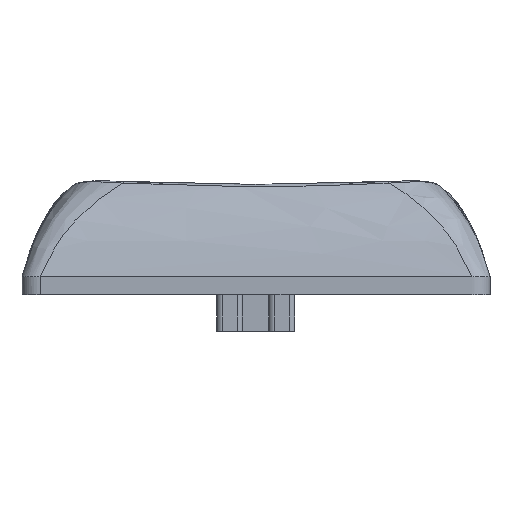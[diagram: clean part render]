
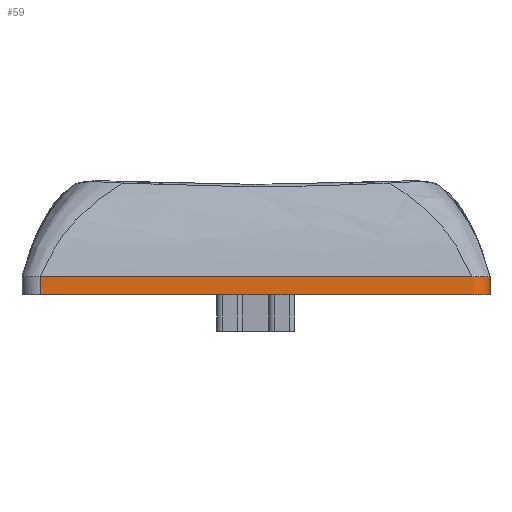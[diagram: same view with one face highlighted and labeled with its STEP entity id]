
A CAD part, left-side view. The second image highlights one B-rep face of the part: STEP entity #59.
In plain terms, the highlighted free-form (B-spline) face has degree [1, 2] with [2, 9] control points.
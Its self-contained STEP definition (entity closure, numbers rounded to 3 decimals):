
#59=ADVANCED_FACE('',(#143),#1322,.T.);
#143=FACE_OUTER_BOUND('',#229,.T.);
#229=EDGE_LOOP('',(#498,#499,#500,#501,#502,#503,#504));
#498=ORIENTED_EDGE('',*,*,#936,.T.);
#499=ORIENTED_EDGE('',*,*,#877,.T.);
#500=ORIENTED_EDGE('',*,*,#878,.T.);
#501=ORIENTED_EDGE('',*,*,#879,.T.);
#502=ORIENTED_EDGE('',*,*,#880,.T.);
#503=ORIENTED_EDGE('',*,*,#846,.F.);
#504=ORIENTED_EDGE('',*,*,#937,.F.);
#846=EDGE_CURVE('',#1242,#1243,#1106,.T.);
#877=EDGE_CURVE('',#1264,#1265,#1137,.T.);
#878=EDGE_CURVE('',#1265,#1266,#1138,.T.);
#879=EDGE_CURVE('',#1266,#1267,#1139,.T.);
#880=EDGE_CURVE('',#1267,#1243,#1140,.T.);
#936=EDGE_CURVE('',#1304,#1264,#1158,.T.);
#937=EDGE_CURVE('',#1304,#1242,#1159,.T.);
#1106=(
BOUNDED_CURVE()
B_SPLINE_CURVE(1,(#5132,#5133),.UNSPECIFIED.,.F.,.F.)
B_SPLINE_CURVE_WITH_KNOTS((2,2),(0.,0.7),.UNSPECIFIED.)
CURVE()
GEOMETRIC_REPRESENTATION_ITEM()
RATIONAL_B_SPLINE_CURVE((1.,1.))
REPRESENTATION_ITEM('')
);
#1137=(
BOUNDED_CURVE()
B_SPLINE_CURVE(2,(#5363,#5364,#5365),.UNSPECIFIED.,.F.,.F.)
B_SPLINE_CURVE_WITH_KNOTS((3,3),(49.649,50.749),
 .UNSPECIFIED.)
CURVE()
GEOMETRIC_REPRESENTATION_ITEM()
RATIONAL_B_SPLINE_CURVE((1.,0.707,1.))
REPRESENTATION_ITEM('')
);
#1138=(
BOUNDED_CURVE()
B_SPLINE_CURVE(2,(#5366,#5367,#5368),.UNSPECIFIED.,.F.,.F.)
B_SPLINE_CURVE_WITH_KNOTS((3,3),(50.749,81.599),
 .UNSPECIFIED.)
CURVE()
GEOMETRIC_REPRESENTATION_ITEM()
RATIONAL_B_SPLINE_CURVE((1.,1.,1.))
REPRESENTATION_ITEM('')
);
#1139=(
BOUNDED_CURVE()
B_SPLINE_CURVE(2,(#5369,#5370,#5371),.UNSPECIFIED.,.F.,.F.)
B_SPLINE_CURVE_WITH_KNOTS((3,3),(81.599,82.698),
 .UNSPECIFIED.)
CURVE()
GEOMETRIC_REPRESENTATION_ITEM()
RATIONAL_B_SPLINE_CURVE((1.,0.707,1.))
REPRESENTATION_ITEM('')
);
#1140=(
BOUNDED_CURVE()
B_SPLINE_CURVE(2,(#5372,#5373,#5374),.UNSPECIFIED.,.F.,.F.)
B_SPLINE_CURVE_WITH_KNOTS((3,3),(82.698,99.298),
 .UNSPECIFIED.)
CURVE()
GEOMETRIC_REPRESENTATION_ITEM()
RATIONAL_B_SPLINE_CURVE((1.,1.,1.))
REPRESENTATION_ITEM('')
);
#1158=(
BOUNDED_CURVE()
B_SPLINE_CURVE(1,(#5956,#5957),.UNSPECIFIED.,.F.,.F.)
B_SPLINE_CURVE_WITH_KNOTS((2,2),(0.,0.7),.UNSPECIFIED.)
CURVE()
GEOMETRIC_REPRESENTATION_ITEM()
RATIONAL_B_SPLINE_CURVE((1.,1.))
REPRESENTATION_ITEM('')
);
#1159=(
BOUNDED_CURVE()
B_SPLINE_CURVE(2,(#5958,#5959,#5960,#5961,#5962,#5963,#5964,#5965,#5966),
 .UNSPECIFIED.,.F.,.F.)
B_SPLINE_CURVE_WITH_KNOTS((3,2,2,2,3),(49.649,50.749,
81.599,82.698,99.298),.UNSPECIFIED.)
CURVE()
GEOMETRIC_REPRESENTATION_ITEM()
RATIONAL_B_SPLINE_CURVE((1.,0.707,1.,1.,1.,0.707,
1.,1.,1.))
REPRESENTATION_ITEM('')
);
#1242=VERTEX_POINT('',#4772);
#1243=VERTEX_POINT('',#4773);
#1264=VERTEX_POINT('',#4794);
#1265=VERTEX_POINT('',#4795);
#1266=VERTEX_POINT('',#4796);
#1267=VERTEX_POINT('',#4797);
#1304=VERTEX_POINT('',#4834);
#1322=(
BOUNDED_SURFACE()
B_SPLINE_SURFACE(1,2,((#4454,#4455,#4456,#4457,#4458,#4459,#4460,#4461,
#4462),(#4463,#4464,#4465,#4466,#4467,#4468,#4469,#4470,#4471)),
 .UNSPECIFIED.,.F.,.F.,.F.)
B_SPLINE_SURFACE_WITH_KNOTS((2,2),(3,2,2,2,3),(0.,0.7),(49.649,
50.749,81.599,82.698,99.298),
 .UNSPECIFIED.)
GEOMETRIC_REPRESENTATION_ITEM()
RATIONAL_B_SPLINE_SURFACE(((1.,0.707,1.,1.,1.,0.707,
1.,1.,1.),(1.,0.707,1.,1.,1.,0.707,1.,1.,1.)))
REPRESENTATION_ITEM('')
SURFACE()
);
#4454=CARTESIAN_POINT('',(77.75,49.7,-0.4));
#4455=CARTESIAN_POINT('',(77.75,49.,-0.4));
#4456=CARTESIAN_POINT('',(77.05,49.,-0.4));
#4457=CARTESIAN_POINT('',(61.625,49.,-0.4));
#4458=CARTESIAN_POINT('',(46.2,49.,-0.4));
#4459=CARTESIAN_POINT('',(45.5,49.,-0.4));
#4460=CARTESIAN_POINT('',(45.5,49.7,-0.4));
#4461=CARTESIAN_POINT('',(45.5,58.,-0.4));
#4462=CARTESIAN_POINT('',(45.5,66.3,-0.4));
#4463=CARTESIAN_POINT('',(77.75,49.7,0.3));
#4464=CARTESIAN_POINT('',(77.75,49.,0.3));
#4465=CARTESIAN_POINT('',(77.05,49.,0.3));
#4466=CARTESIAN_POINT('',(61.625,49.,0.3));
#4467=CARTESIAN_POINT('',(46.2,49.,0.3));
#4468=CARTESIAN_POINT('',(45.5,49.,0.3));
#4469=CARTESIAN_POINT('',(45.5,49.7,0.3));
#4470=CARTESIAN_POINT('',(45.5,58.,0.3));
#4471=CARTESIAN_POINT('',(45.5,66.3,0.3));
#4772=CARTESIAN_POINT('',(45.5,66.3,-0.4));
#4773=CARTESIAN_POINT('',(45.5,66.3,0.3));
#4794=CARTESIAN_POINT('',(77.75,49.7,0.3));
#4795=CARTESIAN_POINT('',(77.05,49.,0.3));
#4796=CARTESIAN_POINT('',(46.2,49.,0.3));
#4797=CARTESIAN_POINT('',(45.5,49.7,0.3));
#4834=CARTESIAN_POINT('',(77.75,49.7,-0.4));
#5132=CARTESIAN_POINT('',(45.5,66.3,-0.4));
#5133=CARTESIAN_POINT('',(45.5,66.3,0.3));
#5363=CARTESIAN_POINT('',(77.75,49.7,0.3));
#5364=CARTESIAN_POINT('',(77.75,49.,0.3));
#5365=CARTESIAN_POINT('',(77.05,49.,0.3));
#5366=CARTESIAN_POINT('',(77.05,49.,0.3));
#5367=CARTESIAN_POINT('',(61.625,49.,0.3));
#5368=CARTESIAN_POINT('',(46.2,49.,0.3));
#5369=CARTESIAN_POINT('',(46.2,49.,0.3));
#5370=CARTESIAN_POINT('',(45.5,49.,0.3));
#5371=CARTESIAN_POINT('',(45.5,49.7,0.3));
#5372=CARTESIAN_POINT('',(45.5,49.7,0.3));
#5373=CARTESIAN_POINT('',(45.5,58.,0.3));
#5374=CARTESIAN_POINT('',(45.5,66.3,0.3));
#5956=CARTESIAN_POINT('',(77.75,49.7,-0.4));
#5957=CARTESIAN_POINT('',(77.75,49.7,0.3));
#5958=CARTESIAN_POINT('',(77.75,49.7,-0.4));
#5959=CARTESIAN_POINT('',(77.75,49.,-0.4));
#5960=CARTESIAN_POINT('',(77.05,49.,-0.4));
#5961=CARTESIAN_POINT('',(61.625,49.,-0.4));
#5962=CARTESIAN_POINT('',(46.2,49.,-0.4));
#5963=CARTESIAN_POINT('',(45.5,49.,-0.4));
#5964=CARTESIAN_POINT('',(45.5,49.7,-0.4));
#5965=CARTESIAN_POINT('',(45.5,58.,-0.4));
#5966=CARTESIAN_POINT('',(45.5,66.3,-0.4));
